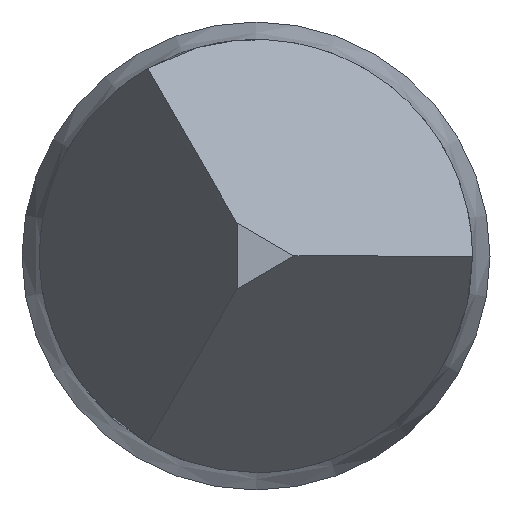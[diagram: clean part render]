
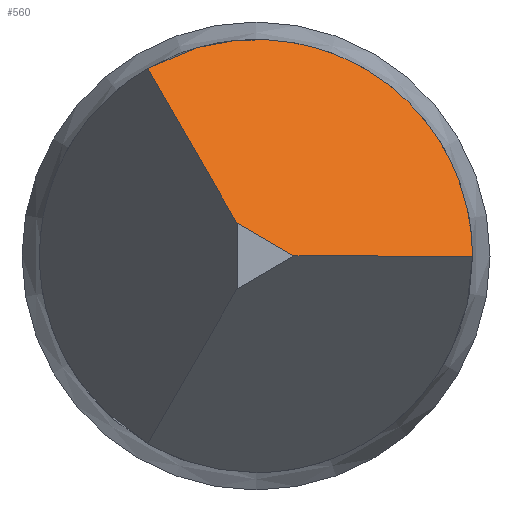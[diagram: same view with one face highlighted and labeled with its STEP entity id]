
A CAD part, left-side view. The second image highlights one B-rep face of the part: STEP entity #560.
In plain terms, the highlighted planar face has unit normal (-0.5, -0.433, 0.75).
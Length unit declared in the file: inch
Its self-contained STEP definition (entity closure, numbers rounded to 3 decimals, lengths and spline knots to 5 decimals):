
#9 = FACE_OUTER_BOUND ( 'NONE', #396, .T. ) ;
#12 = ORIENTED_EDGE ( 'NONE', *, *, #216, .T. ) ;
#20 = CARTESIAN_POINT ( 'NONE',  ( -0.272, -0.54067, -0.31071 ) ) ;
#46 = DIRECTION ( 'NONE',  ( -0.5, -0.433, 0.75 ) ) ;
#52 = DIRECTION ( 'NONE',  ( 0.655, -0.756, 0. ) ) ;
#53 = VERTEX_POINT ( 'NONE', #260 ) ;
#64 = VERTEX_POINT ( 'NONE', #88 ) ;
#79 = PLANE ( 'NONE',  #208 ) ;
#88 = CARTESIAN_POINT ( 'NONE',  ( -0.26182, 0.00712, 0.01234 ) ) ;
#99 = EDGE_CURVE ( 'NONE', #64, #120, #371, .T. ) ;
#120 = VERTEX_POINT ( 'NONE', #488 ) ;
#199 = CARTESIAN_POINT ( 'NONE',  ( -0.00567, -0.31003, 0. ) ) ;
#208 = AXIS2_PLACEMENT_3D ( 'NONE', #397, #46, #480 ) ;
#216 = EDGE_CURVE ( 'NONE', #53, #120, #343, .T. ) ;
#232 = CARTESIAN_POINT ( 'NONE',  ( -0.24331, -0.01425, 0.01234 ) ) ;
#260 = CARTESIAN_POINT ( 'NONE',  ( -0.272, -0.0025, 0. ) ) ;
#264 = VECTOR ( 'NONE', #462, 39.37008 ) ;
#269 = EDGE_CURVE ( 'NONE', #386, #64, #535, .T. ) ;
#296 = LINE ( 'NONE', #20, #264 ) ;
#317 = EDGE_CURVE ( 'NONE', #53, #386, #296, .T. ) ;
#328 = CARTESIAN_POINT ( 'NONE',  ( -0.272, 0.00125, 0.00217 ) ) ;
#332 = VECTOR ( 'NONE', #467, 39.37008 ) ;
#343 = LINE ( 'NONE', #199, #365 ) ;
#351 = CARTESIAN_POINT ( 'NONE',  ( -0.24331, -0.00356, 0.01851 ) ) ;
#365 = VECTOR ( 'NONE', #52, 39.37008 ) ;
#371 =( BOUNDED_CURVE ( )  B_SPLINE_CURVE ( 3, ( #541, #351, #232, #493 ),
 .UNSPECIFIED., .F., .T. ) 
 B_SPLINE_CURVE_WITH_KNOTS ( ( 4, 4 ),
 ( 5.23599, 7.33038 ),
 .UNSPECIFIED. ) 
 CURVE ( )  GEOMETRIC_REPRESENTATION_ITEM ( )  RATIONAL_B_SPLINE_CURVE ( ( 1., 0.667, 0.667, 1. ) ) 
 REPRESENTATION_ITEM ( '' )  );
#386 = VERTEX_POINT ( 'NONE', #328 ) ;
#396 = EDGE_LOOP ( 'NONE', ( #446, #12, #510, #539 ) ) ;
#397 = CARTESIAN_POINT ( 'NONE',  ( -0.272, -0.54067, -0.31071 ) ) ;
#416 = CARTESIAN_POINT ( 'NONE',  ( -0.00564, 0.15503, 0.26852 ) ) ;
#446 = ORIENTED_EDGE ( 'NONE', *, *, #317, .F. ) ;
#462 = DIRECTION ( 'NONE',  ( 0., 0.866, 0.5 ) ) ;
#467 = DIRECTION ( 'NONE',  ( 0.655, 0.378, 0.655 ) ) ;
#480 = DIRECTION ( 'NONE',  ( 0.832, 0., 0.555 ) ) ;
#488 = CARTESIAN_POINT ( 'NONE',  ( -0.26182, -0.01425, 0. ) ) ;
#493 = CARTESIAN_POINT ( 'NONE',  ( -0.26182, -0.01425, 0. ) ) ;
#510 = ORIENTED_EDGE ( 'NONE', *, *, #99, .F. ) ;
#535 = LINE ( 'NONE', #416, #332 ) ;
#539 = ORIENTED_EDGE ( 'NONE', *, *, #269, .F. ) ;
#541 = CARTESIAN_POINT ( 'NONE',  ( -0.26182, 0.00712, 0.01234 ) ) ;
#560 = ADVANCED_FACE ( 'NONE', ( #9 ), #79, .T. ) ;
